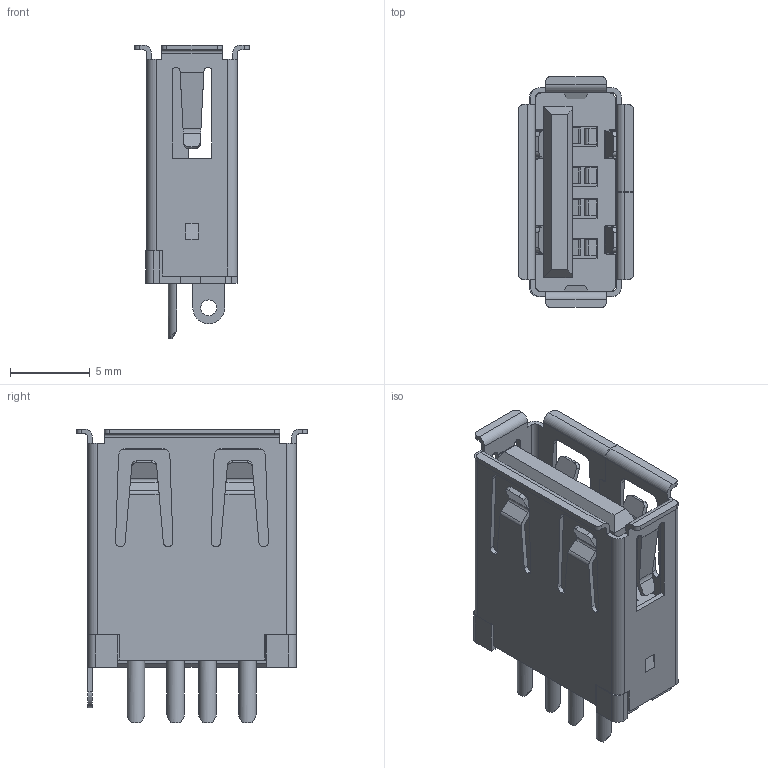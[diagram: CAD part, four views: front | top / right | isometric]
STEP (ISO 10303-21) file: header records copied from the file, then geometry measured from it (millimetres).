
FILE_DESCRIPTION (( 'STEP AP203' ), '1' );
FILE_NAME ('50-00491_revA.STEP', '2016-06-17T23:36:39', ( 'Tensility' ), ( '' ), 'SwSTEP 2.0', 'SolidWorks 2015', '' );
FILE_SCHEMA (( 'CONFIG_CONTROL_DESIGN' ));
Length unit declared in the file: millimetre
Products named in the file (5): 50-00491 insulator 2; 50-00491_revA; 50-00491 insulator; 50-00491 pin; 50-00491 shell
Assembly tree (7 placements, depth 2):
  50-00491_revA
    50-00491 insulator
    50-00491 pin  x4
    50-00491 shell
    50-00491 insulator 2
Bounding box: 7.2 x 14.5 x 18.45 mm (x, y, z)
Volume: 601.1 mm3; surface area: 2243.6 mm2
Topology: 12 solids, 12 shells, 681 faces, 1948 edges, 1284 vertices
Faces by surface type: plane 507, cylinder 174
Entity records: 17517 total; most frequent: CARTESIAN_POINT 3233, ORIENTED_EDGE 3002, DIRECTION 2698, EDGE_CURVE 1501, VECTOR 1206, LINE 1206, VERTEX_POINT 993, AXIS2_PLACEMENT_3D 746
